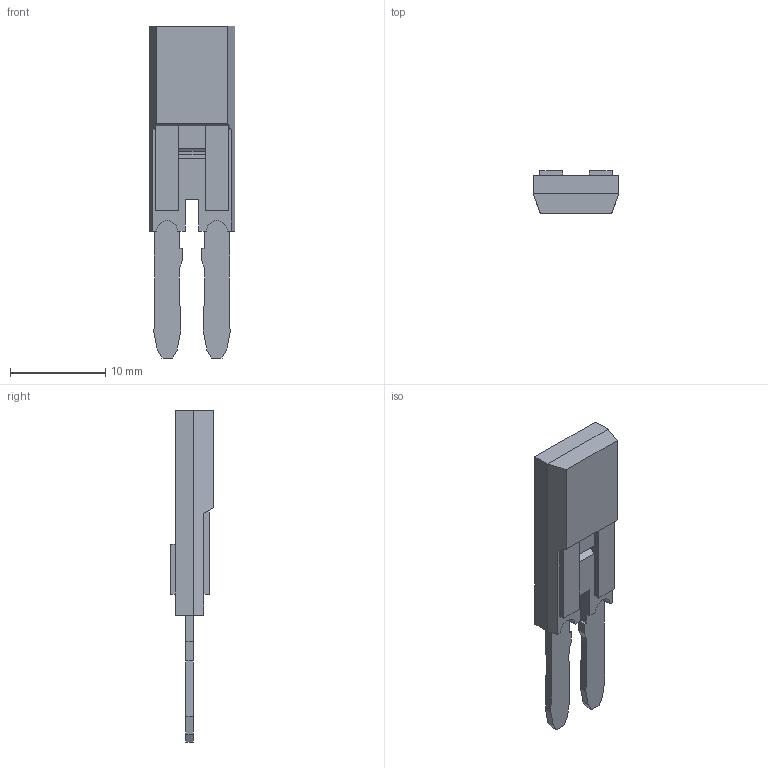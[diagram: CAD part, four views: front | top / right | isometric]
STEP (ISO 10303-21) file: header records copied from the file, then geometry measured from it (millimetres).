
FILE_DESCRIPTION(('Creo Elements/Direct Modeling STEP Export'),'2;1');
FILE_NAME('model.stp','2020-02-15T 0:03:48',(''),(''),'Creo Elements/Direct Modeling STEP processor for AP214 (Solid Model)','Creo Elements/Direct Modeling 20.1A 29-Sep-2018 (C) Parametric Technology GmbH','');
FILE_SCHEMA(('AUTOMOTIVE_DESIGN { 1 0 10303 214 1 1 1 1 }'));
Length unit declared in the file: millimetre
Products named in the file (2): P_CO_2-5_R...K-select
Assembly tree (1 placements, depth 2):
  P_CO_2-5_R...K-select
    P_CO_2-5_R...K-select
Bounding box: 9 x 4.5 x 34.81 mm (x, y, z)
Volume: 679.2 mm3; surface area: 838.5 mm2
Topology: 1 solids, 1 shells, 101 faces, 284 edges, 188 vertices
Faces by surface type: plane 93, cylinder 8
Entity records: 3994 total; most frequent: ORIENTED_EDGE 568, CARTESIAN_POINT 562, DIRECTION 484, EDGE_CURVE 284, VECTOR 264, LINE 264, VERTEX_POINT 188, AXIS2_PLACEMENT_3D 110
